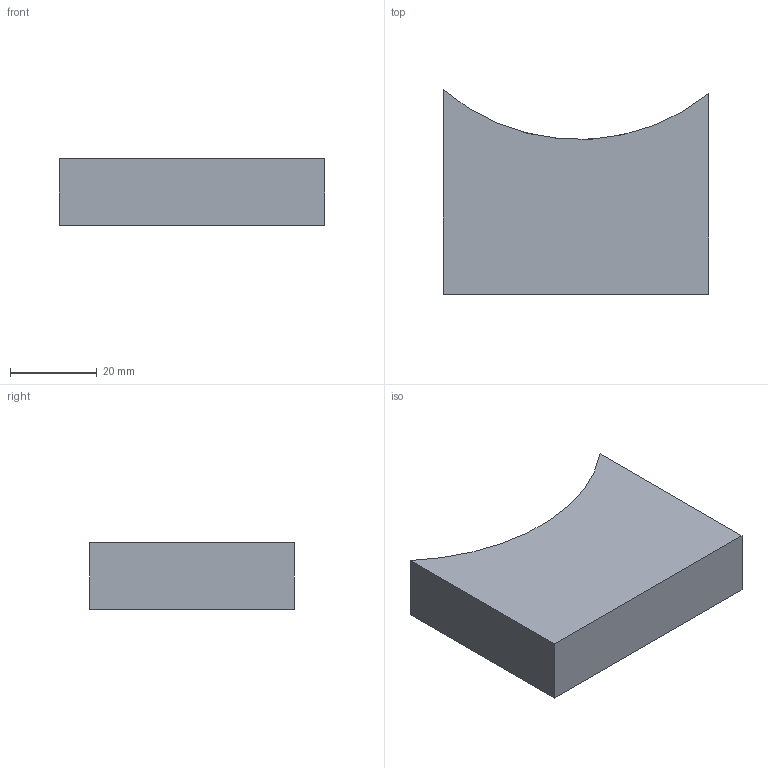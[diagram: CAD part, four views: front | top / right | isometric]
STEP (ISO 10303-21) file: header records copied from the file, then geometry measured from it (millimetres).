
FILE_DESCRIPTION(/* description */ ('Unknown'),/* implementation_level */ '2;1');
FILE_NAME(/* name */ '508188-00',/* time_stamp */ '2023-06-29T11:09:53-05:00',/* author */ ('Unknown'),/* organization */ ('Unknown'),/* preprocessor_version */ 'ST-DEVELOPER v16.7',/* originating_system */ 'DEX',/* authorisation */ $);
FILE_SCHEMA (('AUTOMOTIVE_DESIGN {1 0 10303 214 3 1 1}'));
Length unit declared in the file: inch
Products named in the file (1): 508188-00
Bounding box: 60.94 x 47.01 x 15.24 mm (x, y, z)
Volume: 29134.7 mm3; surface area: 8565.4 mm2
Topology: 1 solids, 1 shells, 38 faces, 85 edges, 49 vertices
Faces by surface type: cylinder 17, plane 11, bspline 6, sphere 4
Entity records: 1330 total; most frequent: CARTESIAN_POINT 502, ORIENTED_EDGE 170, DIRECTION 158, EDGE_CURVE 85, AXIS2_PLACEMENT_3D 59, VERTEX_POINT 49, LINE 40, VECTOR 40
